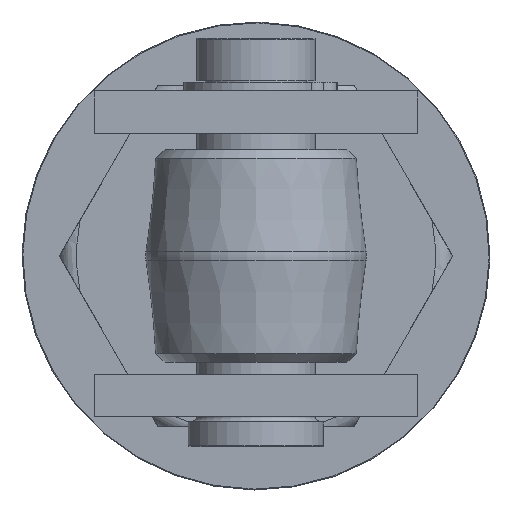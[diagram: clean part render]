
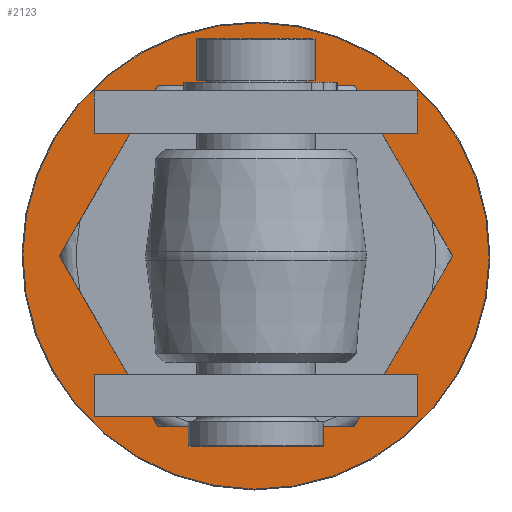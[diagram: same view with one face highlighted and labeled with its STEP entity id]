
A CAD part, left-side view. The second image highlights one B-rep face of the part: STEP entity #2123.
In plain terms, the highlighted face is planar.
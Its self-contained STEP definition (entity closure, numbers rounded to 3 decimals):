
#92=FACE_BOUND('',#376,.T.);
#120=PLANE('',#2457);
#241=FACE_OUTER_BOUND('',#375,.T.);
#375=EDGE_LOOP('',(#1807));
#376=EDGE_LOOP('',(#1808));
#475=CIRCLE('',#2455,15.1);
#477=CIRCLE('',#2458,27.4);
#969=VERTEX_POINT('',#8322);
#970=VERTEX_POINT('',#8326);
#1258=EDGE_CURVE('',#969,#969,#475,.T.);
#1260=EDGE_CURVE('',#970,#970,#477,.T.);
#1807=ORIENTED_EDGE('',*,*,#1260,.F.);
#1808=ORIENTED_EDGE('',*,*,#1258,.F.);
#2123=ADVANCED_FACE('',(#241,#92),#120,.F.);
#2455=AXIS2_PLACEMENT_3D('',#8323,#2865,#2866);
#2457=AXIS2_PLACEMENT_3D('',#8325,#2869,#2870);
#2458=AXIS2_PLACEMENT_3D('',#8327,#2871,#2872);
#2865=DIRECTION('center_axis',(0.,0.,1.));
#2866=DIRECTION('ref_axis',(-1.,0.,0.));
#2869=DIRECTION('center_axis',(0.,0.,-1.));
#2870=DIRECTION('ref_axis',(-1.,0.,0.));
#2871=DIRECTION('center_axis',(0.,0.,-1.));
#2872=DIRECTION('ref_axis',(-1.,0.,0.));
#8322=CARTESIAN_POINT('',(15.1,0.,4.));
#8323=CARTESIAN_POINT('Origin',(0.,0.,4.));
#8325=CARTESIAN_POINT('Origin',(0.,0.,4.));
#8326=CARTESIAN_POINT('',(27.4,0.,4.));
#8327=CARTESIAN_POINT('Origin',(0.,0.,4.));
